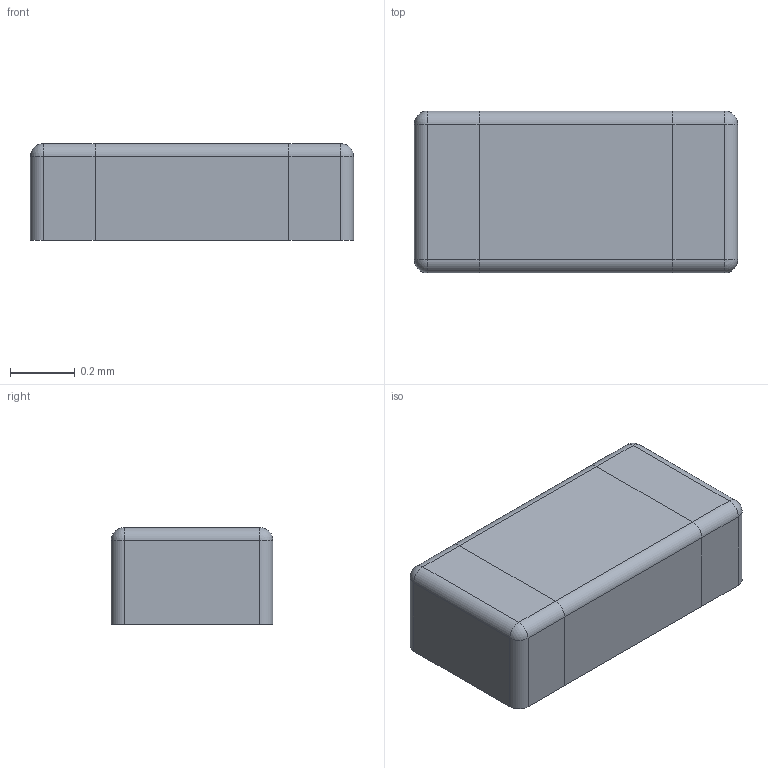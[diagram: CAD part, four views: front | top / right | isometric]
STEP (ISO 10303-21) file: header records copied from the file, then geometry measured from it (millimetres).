
FILE_DESCRIPTION(/* description */ (''),/* implementation_level */ '2;1');
FILE_NAME(/* name */ 'L0402.step',/* time_stamp */ '2025-12-13T22:11:12+08:00',/* author */ (''),/* organization */ (''),/* preprocessor_version */ 'ST-DEVELOPER v20.1',/* originating_system */ 'Autodesk Translation Framework v14.21.0.0',/* authorisation */ '');
FILE_SCHEMA (('AUTOMOTIVE_DESIGN { 1 0 10303 214 3 1 1 }'));
Length unit declared in the file: millimetre
Products named in the file (1): (未保存)
Bounding box: 1 x 0.5 x 0.3 mm (x, y, z)
Volume: 0.1 mm3; surface area: 2.4 mm2
Topology: 3 solids, 3 shells, 34 faces, 72 edges, 44 vertices
Faces by surface type: plane 18, cylinder 12, sphere 4
Entity records: 949 total; most frequent: DIRECTION 166, CARTESIAN_POINT 151, ORIENTED_EDGE 144, EDGE_CURVE 72, AXIS2_PLACEMENT_3D 59, LINE 48, VECTOR 48, VERTEX_POINT 44
